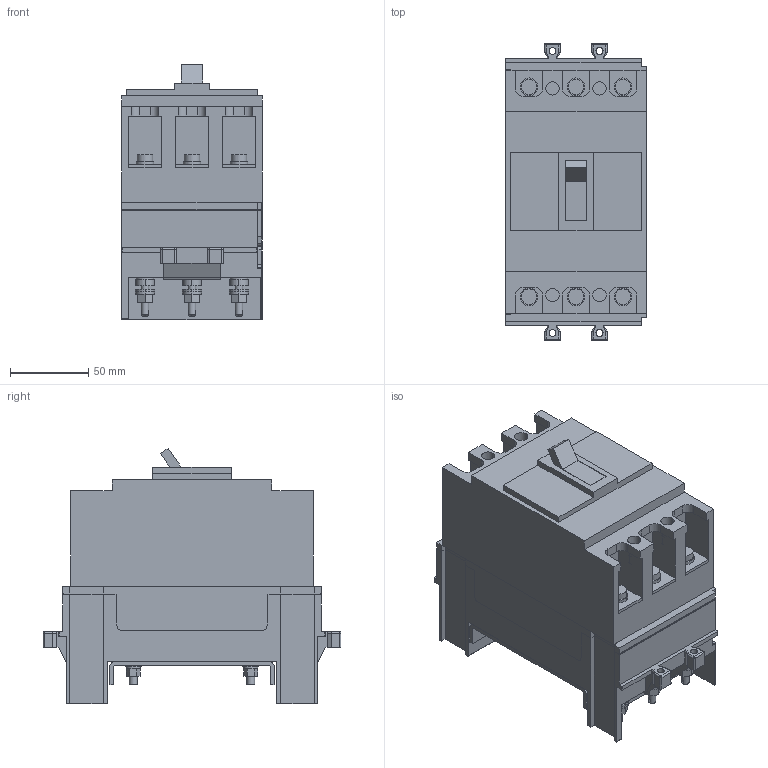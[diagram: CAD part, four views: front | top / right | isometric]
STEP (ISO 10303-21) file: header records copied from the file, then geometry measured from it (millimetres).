
FILE_DESCRIPTION(('CoCreate Modeling STEP Export'),'2;1');
FILE_NAME('Ｓ１００ＮＦ３Ｍ.stp','2014-03-31T 8:02:07',(''),(''),'CoCreate Modeling STEP processor for AP214 (Solid Model)','CoCreate Modeling 17.0 01-Apr-2010 (C) Parametric Technology GmbH','');
FILE_SCHEMA(('AUTOMOTIVE_DESIGN { 1 0 10303 214 1 1 1 1 }'));
Length unit declared in the file: millimetre
Products named in the file (16): P14.1; P2.1; P7; P8.1; P6.3; P13.3; P12; P10.5; P11; P1; P5; P9.1; P3.1; P4; P4.1; Ｓ１００ＮＦ３Ｍ
Assembly tree (62 placements, depth 2):
  Ｓ１００ＮＦ３Ｍ
    P4.1
    P4
    P14.1  x4
    P3.1  x6
    P2.1  x6
    P9.1  x6
    P11  x6
    P13.3  x6
    P10.5  x6
    P12  x6
    P5
    P1
    P7  x4
    P6.3  x4
    P8.1  x4
Bounding box: 90 x 190 x 163 mm (x, y, z)
Volume: 1592637.5 mm3; surface area: 253284.6 mm2
Topology: 62 solids, 62 shells, 906 faces, 2171 edges, 1404 vertices
Faces by surface type: plane 463, cylinder 396, torus 30, sphere 17
Entity records: 15676 total; most frequent: CARTESIAN_POINT 2724, ORIENTED_EDGE 2628, DIRECTION 2477, EDGE_CURVE 1314, VECTOR 867, LINE 867, VERTEX_POINT 844, AXIS2_PLACEMENT_3D 805
